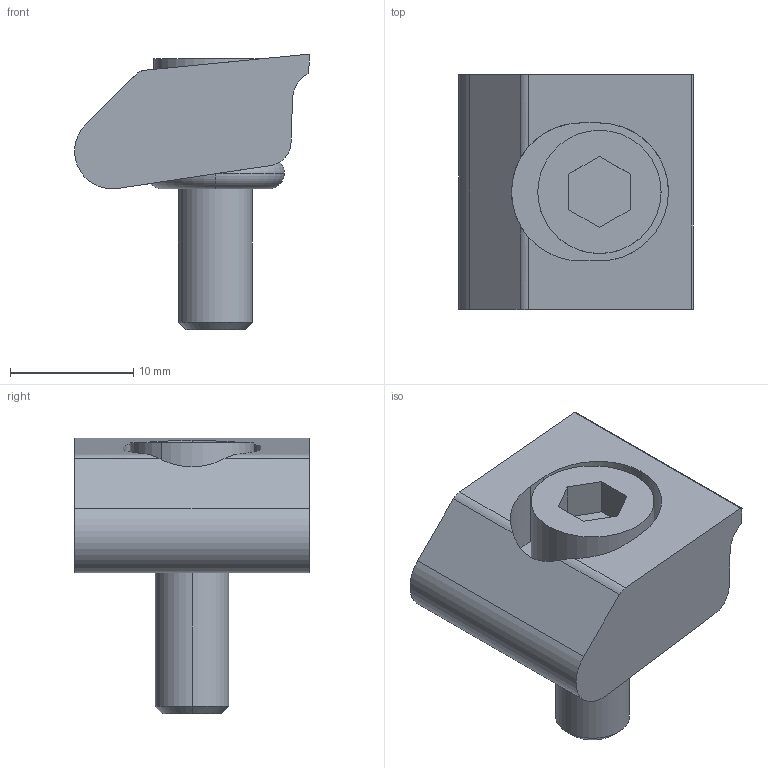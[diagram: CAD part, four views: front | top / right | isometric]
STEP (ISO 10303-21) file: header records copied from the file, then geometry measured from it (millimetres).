
FILE_DESCRIPTION (( 'STEP AP203' ), '1' );
FILE_NAME ('MBSC06TC.STEP', '2024-05-20T07:28:02', ( '' ), ( '' ), 'SwSTEP 2.0', 'SolidWorks 2022', '' );
FILE_SCHEMA (( 'CONFIG_CONTROL_DESIGN' ));
Length unit declared in the file: millimetre
Products named in the file (4): MBSC06TC_02_ﾃﾞﾌｫﾙﾄ; MBSC06TC_03_ﾃﾞﾌｫﾙﾄ; MBSC06TC_01_ﾃﾞﾌｫﾙﾄ; MBSC06TC
Assembly tree (3 placements, depth 2):
  MBSC06TC
    MBSC06TC_01_ﾃﾞﾌｫﾙﾄ
    MBSC06TC_02_ﾃﾞﾌｫﾙﾄ
    MBSC06TC_03_ﾃﾞﾌｫﾙﾄ
Bounding box: 19.04 x 19.05 x 22.35 mm (x, y, z)
Volume: 2995.9 mm3; surface area: 2361.5 mm2
Topology: 3 solids, 3 shells, 46 faces, 114 edges, 74 vertices
Faces by surface type: plane 22, cylinder 18, torus 4, cone 2
Entity records: 1796 total; most frequent: CARTESIAN_POINT 274, DIRECTION 246, ORIENTED_EDGE 228, EDGE_CURVE 114, AXIS2_PLACEMENT_3D 90, VERTEX_POINT 74, LINE 66, VECTOR 66
